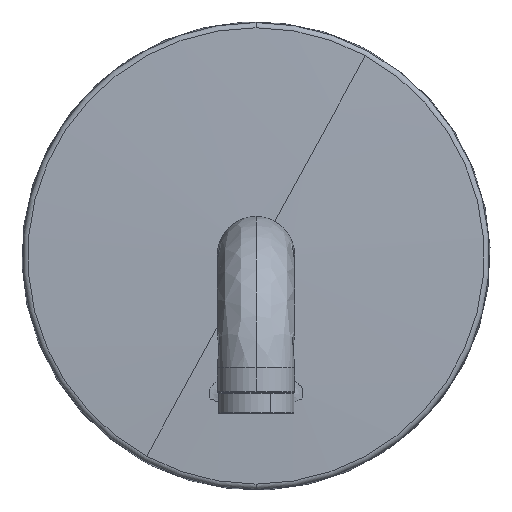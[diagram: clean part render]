
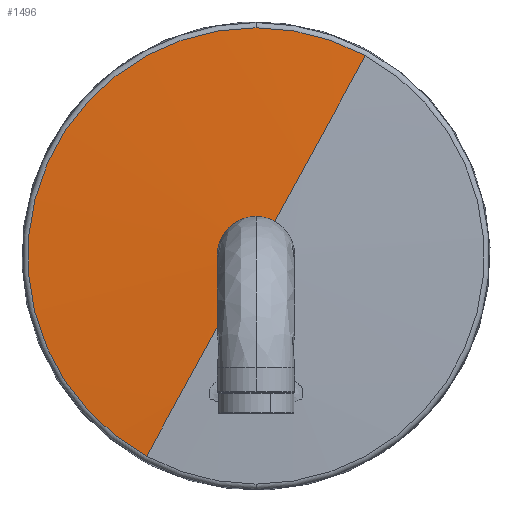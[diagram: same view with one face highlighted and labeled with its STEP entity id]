
A CAD part, top view. The second image highlights one B-rep face of the part: STEP entity #1496.
In plain terms, the highlighted spherical face has radius 1892 mm.
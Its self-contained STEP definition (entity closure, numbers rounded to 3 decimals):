
#20 = EDGE_CURVE ( 'NONE', #1529, #1244, #764, .T. ) ;
#183 = DIRECTION ( 'NONE',  ( 0.878, -0.479, 0. ) ) ;
#244 = AXIS2_PLACEMENT_3D ( 'NONE', #921, #591, #915 ) ;
#255 = AXIS2_PLACEMENT_3D ( 'NONE', #488, #2114, #462 ) ;
#269 = CARTESIAN_POINT ( 'NONE',  ( 39.713, 72.693, 12.186 ) ) ;
#272 = CIRCLE ( 'NONE', #551, 1892. ) ;
#454 = CARTESIAN_POINT ( 'NONE',  ( 6.76, 12.374, 13.947 ) ) ;
#457 = DIRECTION ( 'NONE',  ( 0., 0., -1. ) ) ;
#462 = DIRECTION ( 'NONE',  ( 0., 1., 0. ) ) ;
#488 = CARTESIAN_POINT ( 'NONE',  ( 0., 0., 12.186 ) ) ;
#500 = ORIENTED_EDGE ( 'NONE', *, *, #677, .F. ) ;
#522 = DIRECTION ( 'NONE',  ( 0., 0., 1. ) ) ;
#551 = AXIS2_PLACEMENT_3D ( 'NONE', #1045, #183, #2036 ) ;
#591 = DIRECTION ( 'NONE',  ( -0.878, 0.479, 0. ) ) ;
#624 = FACE_OUTER_BOUND ( 'NONE', #2042, .T. ) ;
#677 = EDGE_CURVE ( 'NONE', #1771, #1529, #1715, .T. ) ;
#745 = VERTEX_POINT ( 'NONE', #2102 ) ;
#764 = CIRCLE ( 'NONE', #255, 82.834 ) ;
#789 = CIRCLE ( 'NONE', #1908, 14.1 ) ;
#859 = ORIENTED_EDGE ( 'NONE', *, *, #1575, .F. ) ;
#915 = DIRECTION ( 'NONE',  ( -0.479, -0.878, 0. ) ) ;
#921 = CARTESIAN_POINT ( 'NONE',  ( 0., 0., -1878. ) ) ;
#958 = ORIENTED_EDGE ( 'NONE', *, *, #20, .F. ) ;
#967 = CARTESIAN_POINT ( 'NONE',  ( 0., 0., 12.186 ) ) ;
#1002 = EDGE_CURVE ( 'NONE', #1392, #1244, #1873, .T. ) ;
#1045 = CARTESIAN_POINT ( 'NONE',  ( 0., 0., -1878. ) ) ;
#1055 = CARTESIAN_POINT ( 'NONE',  ( 0., 0., 13.947 ) ) ;
#1129 = CARTESIAN_POINT ( 'NONE',  ( -39.713, -72.693, 12.186 ) ) ;
#1158 = CARTESIAN_POINT ( 'NONE',  ( 0., 82.834, 12.186 ) ) ;
#1244 = VERTEX_POINT ( 'NONE', #269 ) ;
#1392 = VERTEX_POINT ( 'NONE', #454 ) ;
#1402 = AXIS2_PLACEMENT_3D ( 'NONE', #2097, #1455, #1951 ) ;
#1455 = DIRECTION ( 'NONE',  ( -0.878, 0.479, 0. ) ) ;
#1496 = ADVANCED_FACE ( 'NONE', ( #624 ), #1784, .T. ) ;
#1529 = VERTEX_POINT ( 'NONE', #1158 ) ;
#1561 = ORIENTED_EDGE ( 'NONE', *, *, #2033, .F. ) ;
#1575 = EDGE_CURVE ( 'NONE', #745, #1771, #272, .T. ) ;
#1715 = CIRCLE ( 'NONE', #1930, 82.834 ) ;
#1771 = VERTEX_POINT ( 'NONE', #1129 ) ;
#1784 = SPHERICAL_SURFACE ( 'NONE', #1402, 1892. ) ;
#1863 = DIRECTION ( 'NONE',  ( 0., 1., 0. ) ) ;
#1873 = CIRCLE ( 'NONE', #244, 1892. ) ;
#1908 = AXIS2_PLACEMENT_3D ( 'NONE', #1055, #522, #1863 ) ;
#1930 = AXIS2_PLACEMENT_3D ( 'NONE', #967, #457, #1949 ) ;
#1949 = DIRECTION ( 'NONE',  ( 0., 1., 0. ) ) ;
#1951 = DIRECTION ( 'NONE',  ( -0.479, -0.878, 0. ) ) ;
#2032 = ORIENTED_EDGE ( 'NONE', *, *, #1002, .T. ) ;
#2033 = EDGE_CURVE ( 'NONE', #1392, #745, #789, .T. ) ;
#2036 = DIRECTION ( 'NONE',  ( 0.479, 0.878, 0. ) ) ;
#2042 = EDGE_LOOP ( 'NONE', ( #1561, #2032, #958, #500, #859 ) ) ;
#2097 = CARTESIAN_POINT ( 'NONE',  ( 0., 0., -1878. ) ) ;
#2102 = CARTESIAN_POINT ( 'NONE',  ( -6.76, -12.374, 13.947 ) ) ;
#2114 = DIRECTION ( 'NONE',  ( 0., 0., -1. ) ) ;
